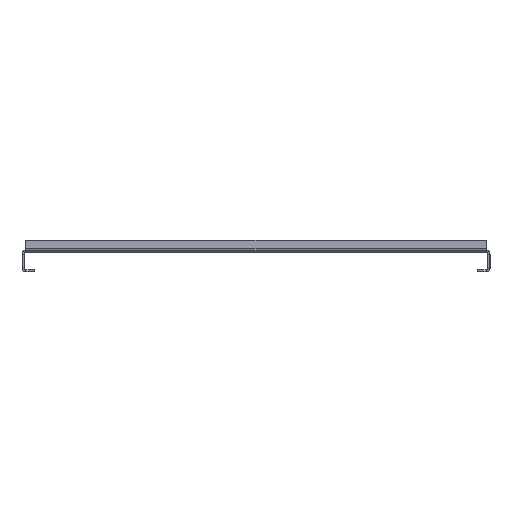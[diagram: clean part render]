
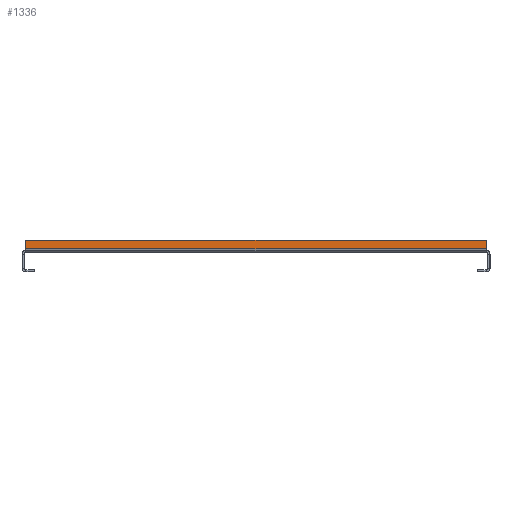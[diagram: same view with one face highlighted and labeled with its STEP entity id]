
A CAD part, left-side view. The second image highlights one B-rep face of the part: STEP entity #1336.
In plain terms, the highlighted planar face has unit normal (-1, 0, 0).
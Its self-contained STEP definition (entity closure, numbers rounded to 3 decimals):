
#52 = CARTESIAN_POINT ( 'NONE',  ( -151.487, 206.789, 1. ) ) ;
#57 = LINE ( 'NONE', #187, #1001 ) ;
#60 = ORIENTED_EDGE ( 'NONE', *, *, #1154, .T. ) ;
#109 = VERTEX_POINT ( 'NONE', #1310 ) ;
#187 = CARTESIAN_POINT ( 'NONE',  ( -151.487, -88.211, 6.5 ) ) ;
#218 = CARTESIAN_POINT ( 'NONE',  ( -151.487, 206.789, 1. ) ) ;
#237 = VECTOR ( 'NONE', #2118, 1000. ) ;
#257 = LINE ( 'NONE', #2142, #1979 ) ;
#320 = DIRECTION ( 'NONE',  ( 0., 0., -1. ) ) ;
#357 = VERTEX_POINT ( 'NONE', #218 ) ;
#389 = AXIS2_PLACEMENT_3D ( 'NONE', #1835, #623, #320 ) ;
#541 = LINE ( 'NONE', #1411, #1466 ) ;
#547 = EDGE_CURVE ( 'NONE', #2182, #357, #257, .T. ) ;
#623 = DIRECTION ( 'NONE',  ( 1., 0., 0. ) ) ;
#657 = ORIENTED_EDGE ( 'NONE', *, *, #2051, .T. ) ;
#695 = CARTESIAN_POINT ( 'NONE',  ( -151.487, 206.789, 6.5 ) ) ;
#1001 = VECTOR ( 'NONE', #1041, 1000. ) ;
#1035 = CARTESIAN_POINT ( 'NONE',  ( -151.487, -88.211, 1. ) ) ;
#1041 = DIRECTION ( 'NONE',  ( 0., 1., 0. ) ) ;
#1053 = ORIENTED_EDGE ( 'NONE', *, *, #547, .T. ) ;
#1154 = EDGE_CURVE ( 'NONE', #1410, #109, #541, .T. ) ;
#1234 = DIRECTION ( 'NONE',  ( 0., 0., 1. ) ) ;
#1297 = LINE ( 'NONE', #52, #237 ) ;
#1299 = DIRECTION ( 'NONE',  ( 0., 0., -1. ) ) ;
#1310 = CARTESIAN_POINT ( 'NONE',  ( -151.487, -88.211, 6.5 ) ) ;
#1336 = ADVANCED_FACE ( 'NONE', ( #1680 ), #1690, .F. ) ;
#1410 = VERTEX_POINT ( 'NONE', #1035 ) ;
#1411 = CARTESIAN_POINT ( 'NONE',  ( -151.487, -88.211, 0. ) ) ;
#1466 = VECTOR ( 'NONE', #1234, 1000. ) ;
#1680 = FACE_OUTER_BOUND ( 'NONE', #1854, .T. ) ;
#1690 = PLANE ( 'NONE',  #389 ) ;
#1835 = CARTESIAN_POINT ( 'NONE',  ( -151.487, -88.211, 0. ) ) ;
#1854 = EDGE_LOOP ( 'NONE', ( #2068, #60, #657, #1053 ) ) ;
#1865 = EDGE_CURVE ( 'NONE', #1410, #357, #1297, .T. ) ;
#1979 = VECTOR ( 'NONE', #1299, 1000. ) ;
#2051 = EDGE_CURVE ( 'NONE', #109, #2182, #57, .T. ) ;
#2068 = ORIENTED_EDGE ( 'NONE', *, *, #1865, .F. ) ;
#2118 = DIRECTION ( 'NONE',  ( 0., 1., 0. ) ) ;
#2142 = CARTESIAN_POINT ( 'NONE',  ( -151.487, 206.789, 0. ) ) ;
#2182 = VERTEX_POINT ( 'NONE', #695 ) ;
